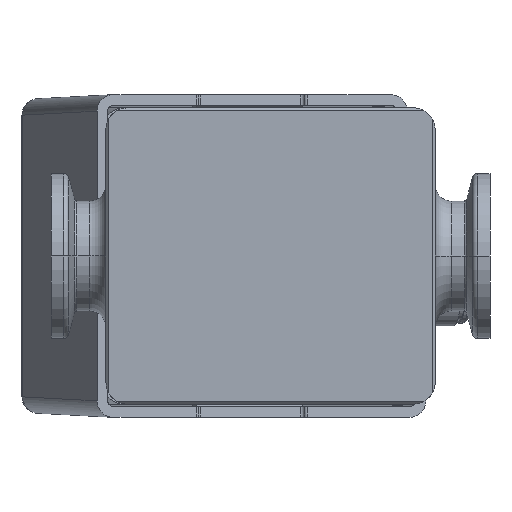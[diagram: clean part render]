
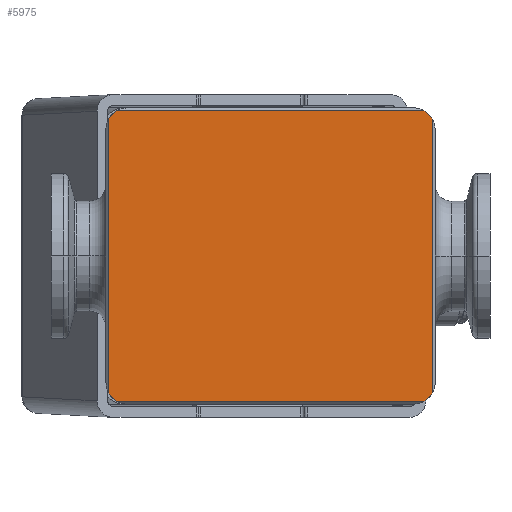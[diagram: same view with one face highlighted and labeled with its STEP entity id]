
A CAD part, front view. The second image highlights one B-rep face of the part: STEP entity #5975.
In plain terms, the highlighted planar face has unit normal (0, -1, 0).
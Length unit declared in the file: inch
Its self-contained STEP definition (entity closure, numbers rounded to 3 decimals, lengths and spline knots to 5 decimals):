
#420 = AXIS2_PLACEMENT_3D ( 'NONE', #21670, #29356, #532 ) ;
#532 = DIRECTION ( 'NONE',  ( -1., 0., 0. ) ) ;
#801 = ORIENTED_EDGE ( 'NONE', *, *, #3639, .T. ) ;
#945 = VERTEX_POINT ( 'NONE', #44357 ) ;
#1955 = CARTESIAN_POINT ( 'NONE',  ( 1.1811, -0.66929, -1.04331 ) ) ;
#2182 = DIRECTION ( 'NONE',  ( -1., 0., 0. ) ) ;
#2813 = CARTESIAN_POINT ( 'NONE',  ( 1.09986, -0.66929, -1.04331 ) ) ;
#3639 = EDGE_CURVE ( 'NONE', #41912, #39222, #21537, .T. ) ;
#4256 = ORIENTED_EDGE ( 'NONE', *, *, #43073, .T. ) ;
#4571 = LINE ( 'NONE', #8494, #33519 ) ;
#5056 = PLANE ( 'NONE',  #19466 ) ;
#5461 = LINE ( 'NONE', #1955, #21678 ) ;
#5656 = CIRCLE ( 'NONE', #23441, 0.15748 ) ;
#5828 = VECTOR ( 'NONE', #36411, 39.37008 ) ;
#5970 = DIRECTION ( 'NONE',  ( -1., 0., 0. ) ) ;
#5975 = ADVANCED_FACE ( 'NONE', ( #15713 ), #5056, .F. ) ;
#6359 = DIRECTION ( 'NONE',  ( 0., -1., 0. ) ) ;
#6374 = EDGE_CURVE ( 'NONE', #43534, #6819, #5461, .T. ) ;
#6570 = CARTESIAN_POINT ( 'NONE',  ( 1.16142, -0.66929, -0.98175 ) ) ;
#6672 = CARTESIAN_POINT ( 'NONE',  ( 1.16142, -0.66929, 1.06299 ) ) ;
#6685 = CIRCLE ( 'NONE', #36352, 0.15748 ) ;
#6819 = VERTEX_POINT ( 'NONE', #2813 ) ;
#7997 = CARTESIAN_POINT ( 'NONE',  ( -1.09986, -0.66929, 1.04331 ) ) ;
#8494 = CARTESIAN_POINT ( 'NONE',  ( 1.1811, -0.66929, 1.04331 ) ) ;
#9322 = VERTEX_POINT ( 'NONE', #7997 ) ;
#9855 = ORIENTED_EDGE ( 'NONE', *, *, #24213, .T. ) ;
#10859 = EDGE_LOOP ( 'NONE', ( #17509, #26170, #18921, #40998, #9855, #4256, #801, #33084 ) ) ;
#11704 = EDGE_CURVE ( 'NONE', #6819, #37995, #5656, .T. ) ;
#13457 = CARTESIAN_POINT ( 'NONE',  ( -1.16142, -0.66929, 0.98175 ) ) ;
#15652 = CARTESIAN_POINT ( 'NONE',  ( 1.02362, -0.66929, -0.90551 ) ) ;
#15674 = DIRECTION ( 'NONE',  ( -1., 0., 0. ) ) ;
#15713 = FACE_OUTER_BOUND ( 'NONE', #10859, .T. ) ;
#17509 = ORIENTED_EDGE ( 'NONE', *, *, #6374, .T. ) ;
#17597 = EDGE_CURVE ( 'NONE', #39222, #43534, #31604, .T. ) ;
#18921 = ORIENTED_EDGE ( 'NONE', *, *, #41370, .T. ) ;
#19466 = AXIS2_PLACEMENT_3D ( 'NONE', #40375, #26871, #5970 ) ;
#19655 = VERTEX_POINT ( 'NONE', #44821 ) ;
#20512 = CARTESIAN_POINT ( 'NONE',  ( 1.02362, -0.66929, 0.90551 ) ) ;
#20824 = DIRECTION ( 'NONE',  ( 0., 0., 1. ) ) ;
#21537 = LINE ( 'NONE', #39461, #5828 ) ;
#21670 = CARTESIAN_POINT ( 'NONE',  ( -1.02362, -0.66929, -0.90551 ) ) ;
#21678 = VECTOR ( 'NONE', #40768, 39.37008 ) ;
#23441 = AXIS2_PLACEMENT_3D ( 'NONE', #15652, #34236, #29835 ) ;
#24213 = EDGE_CURVE ( 'NONE', #945, #9322, #4571, .T. ) ;
#26170 = ORIENTED_EDGE ( 'NONE', *, *, #11704, .T. ) ;
#26871 = DIRECTION ( 'NONE',  ( 0., 1., 0. ) ) ;
#29046 = DIRECTION ( 'NONE',  ( 0., -1., 0. ) ) ;
#29356 = DIRECTION ( 'NONE',  ( 0., -1., 0. ) ) ;
#29835 = DIRECTION ( 'NONE',  ( -1., 0., 0. ) ) ;
#30886 = AXIS2_PLACEMENT_3D ( 'NONE', #43237, #29046, #32282 ) ;
#31604 = CIRCLE ( 'NONE', #420, 0.15748 ) ;
#32282 = DIRECTION ( 'NONE',  ( -1., 0., 0. ) ) ;
#32928 = CARTESIAN_POINT ( 'NONE',  ( -1.09986, -0.66929, -1.04331 ) ) ;
#33084 = ORIENTED_EDGE ( 'NONE', *, *, #17597, .T. ) ;
#33280 = EDGE_CURVE ( 'NONE', #19655, #945, #6685, .T. ) ;
#33519 = VECTOR ( 'NONE', #15674, 39.37008 ) ;
#34236 = DIRECTION ( 'NONE',  ( 0., -1., 0. ) ) ;
#34625 = CARTESIAN_POINT ( 'NONE',  ( -1.16142, -0.66929, -0.98175 ) ) ;
#36352 = AXIS2_PLACEMENT_3D ( 'NONE', #20512, #6359, #2182 ) ;
#36411 = DIRECTION ( 'NONE',  ( 0., 0., -1. ) ) ;
#36729 = VECTOR ( 'NONE', #20824, 39.37008 ) ;
#37995 = VERTEX_POINT ( 'NONE', #6570 ) ;
#38481 = LINE ( 'NONE', #6672, #36729 ) ;
#39222 = VERTEX_POINT ( 'NONE', #34625 ) ;
#39461 = CARTESIAN_POINT ( 'NONE',  ( -1.16142, -0.66929, 1.06299 ) ) ;
#40375 = CARTESIAN_POINT ( 'NONE',  ( 1.1811, -0.66929, 1.06299 ) ) ;
#40768 = DIRECTION ( 'NONE',  ( 1., 0., 0. ) ) ;
#40998 = ORIENTED_EDGE ( 'NONE', *, *, #33280, .T. ) ;
#41370 = EDGE_CURVE ( 'NONE', #37995, #19655, #38481, .T. ) ;
#41912 = VERTEX_POINT ( 'NONE', #13457 ) ;
#43073 = EDGE_CURVE ( 'NONE', #9322, #41912, #45023, .T. ) ;
#43237 = CARTESIAN_POINT ( 'NONE',  ( -1.02362, -0.66929, 0.90551 ) ) ;
#43534 = VERTEX_POINT ( 'NONE', #32928 ) ;
#44357 = CARTESIAN_POINT ( 'NONE',  ( 1.09986, -0.66929, 1.04331 ) ) ;
#44821 = CARTESIAN_POINT ( 'NONE',  ( 1.16142, -0.66929, 0.98175 ) ) ;
#45023 = CIRCLE ( 'NONE', #30886, 0.15748 ) ;
